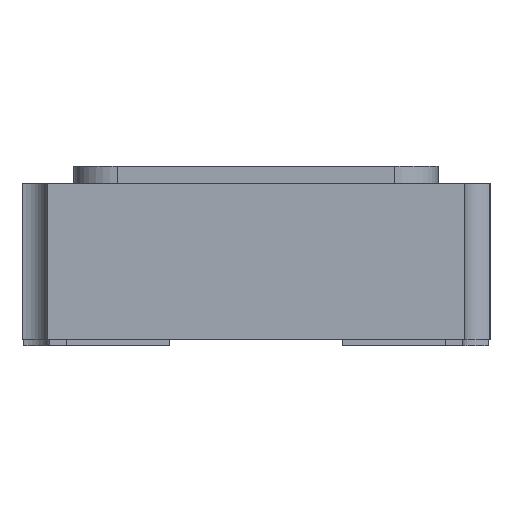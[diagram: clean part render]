
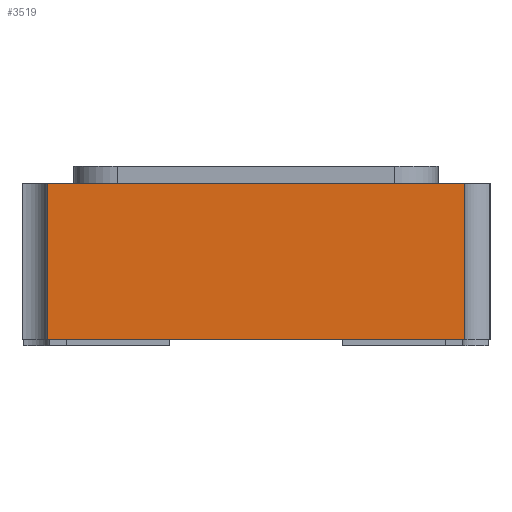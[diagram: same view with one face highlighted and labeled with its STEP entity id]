
A CAD part, left-side view. The second image highlights one B-rep face of the part: STEP entity #3519.
In plain terms, the highlighted planar face has unit normal (-1, 0, 0).
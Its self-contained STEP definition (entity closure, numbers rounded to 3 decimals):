
#104 = FACE_OUTER_BOUND ( 'NONE', #2589, .T. ) ;
#114 = DIRECTION ( 'NONE',  ( 0., 0., -1. ) ) ;
#250 = VECTOR ( 'NONE', #114, 1000. ) ;
#331 = DIRECTION ( 'NONE',  ( 0., 0., 1. ) ) ;
#334 = VERTEX_POINT ( 'NONE', #1379 ) ;
#619 = ORIENTED_EDGE ( 'NONE', *, *, #2452, .F. ) ;
#831 = CARTESIAN_POINT ( 'NONE',  ( -1.7, 1.203, -0.45 ) ) ;
#938 = VERTEX_POINT ( 'NONE', #5441 ) ;
#1122 = CARTESIAN_POINT ( 'NONE',  ( -1.7, -1.203, 0.45 ) ) ;
#1183 = CARTESIAN_POINT ( 'NONE',  ( -1.7, 1.203, 0.55 ) ) ;
#1301 = DIRECTION ( 'NONE',  ( 0., -1., 0. ) ) ;
#1379 = CARTESIAN_POINT ( 'NONE',  ( -1.7, -1.203, -0.45 ) ) ;
#1460 = VECTOR ( 'NONE', #1301, 1000. ) ;
#2060 = EDGE_CURVE ( 'NONE', #938, #2377, #5191, .T. ) ;
#2232 = ORIENTED_EDGE ( 'NONE', *, *, #2060, .F. ) ;
#2328 = EDGE_CURVE ( 'NONE', #4844, #334, #5240, .T. ) ;
#2377 = VERTEX_POINT ( 'NONE', #1122 ) ;
#2452 = EDGE_CURVE ( 'NONE', #4844, #938, #2799, .T. ) ;
#2589 = EDGE_LOOP ( 'NONE', ( #5539, #2232, #619, #4347 ) ) ;
#2799 = LINE ( 'NONE', #1183, #5170 ) ;
#2890 = CARTESIAN_POINT ( 'NONE',  ( -1.7, -1.203, 0.55 ) ) ;
#3107 = DIRECTION ( 'NONE',  ( -1., 0., 0. ) ) ;
#3201 = EDGE_CURVE ( 'NONE', #2377, #334, #3831, .T. ) ;
#3519 = ADVANCED_FACE ( 'NONE', ( #104 ), #3573, .T. ) ;
#3573 = PLANE ( 'NONE',  #5794 ) ;
#3831 = LINE ( 'NONE', #2890, #250 ) ;
#3835 = VECTOR ( 'NONE', #4794, 1000. ) ;
#4083 = CARTESIAN_POINT ( 'NONE',  ( -1.7, 1.35, 0.45 ) ) ;
#4320 = CARTESIAN_POINT ( 'NONE',  ( -1.7, 1.35, -0.45 ) ) ;
#4347 = ORIENTED_EDGE ( 'NONE', *, *, #2328, .T. ) ;
#4441 = DIRECTION ( 'NONE',  ( 0., 0., 1. ) ) ;
#4794 = DIRECTION ( 'NONE',  ( 0., -1., 0. ) ) ;
#4844 = VERTEX_POINT ( 'NONE', #831 ) ;
#5170 = VECTOR ( 'NONE', #4441, 1000. ) ;
#5191 = LINE ( 'NONE', #4083, #1460 ) ;
#5240 = LINE ( 'NONE', #4320, #3835 ) ;
#5441 = CARTESIAN_POINT ( 'NONE',  ( -1.7, 1.203, 0.45 ) ) ;
#5539 = ORIENTED_EDGE ( 'NONE', *, *, #3201, .F. ) ;
#5794 = AXIS2_PLACEMENT_3D ( 'NONE', #5969, #3107, #331 ) ;
#5969 = CARTESIAN_POINT ( 'NONE',  ( -1.7, 1.35, -0.45 ) ) ;
